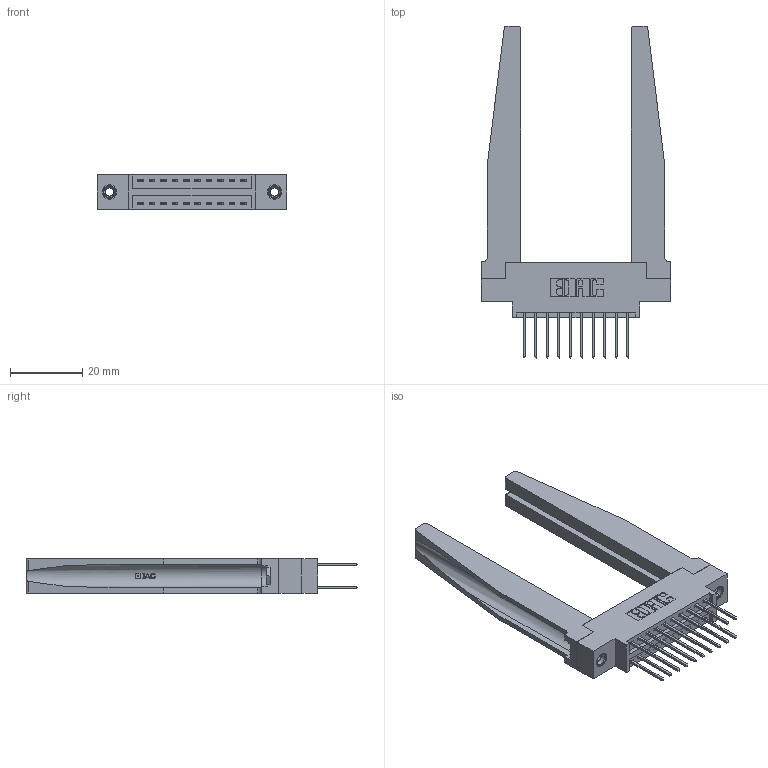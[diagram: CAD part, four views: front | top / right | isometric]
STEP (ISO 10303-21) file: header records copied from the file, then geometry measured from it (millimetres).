
FILE_DESCRIPTION (( 'STEP AP203' ), '1' );
FILE_NAME ('346-020-522-878.STEP', '2022-05-18T19:05:15', ( '' ), ( '' ), 'SwSTEP 2.0', 'SolidWorks 2020', '' );
FILE_SCHEMA (( 'CONFIG_CONTROL_DESIGN' ));
Length unit declared in the file: inch
Products named in the file (5): 345-292-001_345-293-122; 346 Part_0.170 Offset - 0.156 Dia-TH; 345-250-001_345-250-001-102; 346-020-522-878; 346-220-078_345-220-078
Assembly tree (25 placements, depth 2):
  346-020-522-878
    346 Part_0.170 Offset - 0.156 Dia-TH
    345-292-001_345-293-122  x20
    346-220-078_345-220-078  x2
    345-250-001_345-250-001-102  x2
Bounding box: 52.32 x 91.69 x 9.4 mm (x, y, z)
Volume: 11641.1 mm3; surface area: 12991.1 mm2
Topology: 25 solids, 25 shells, 1414 faces, 4085 edges, 2686 vertices
Faces by surface type: plane 936, cylinder 426, bspline 36, cone 12, torus 4
Entity records: 16148 total; most frequent: CARTESIAN_POINT 3649, ORIENTED_EDGE 2470, DIRECTION 2253, EDGE_CURVE 1235, VECTOR 969, LINE 969, VERTEX_POINT 816, AXIS2_PLACEMENT_3D 642
